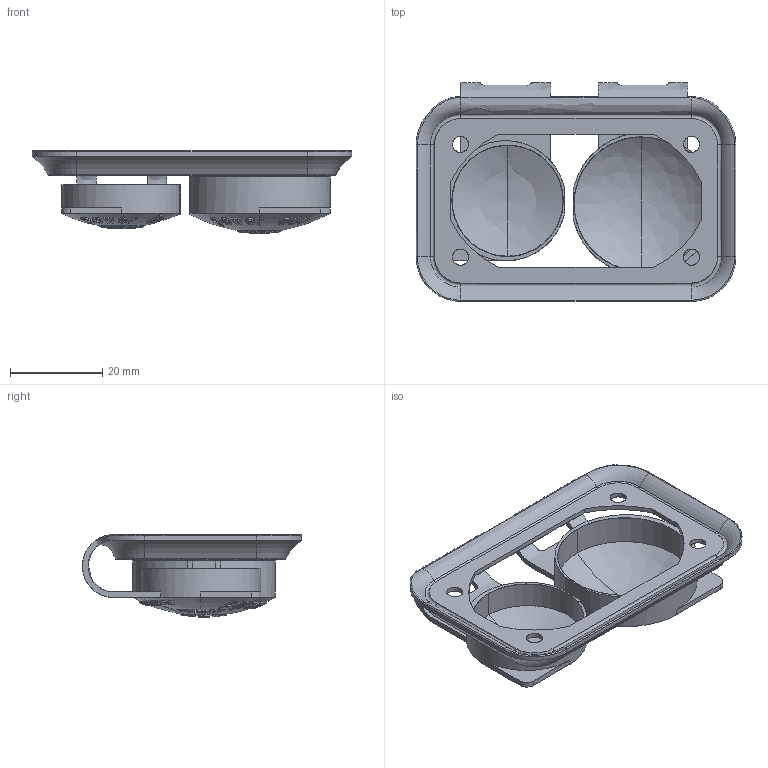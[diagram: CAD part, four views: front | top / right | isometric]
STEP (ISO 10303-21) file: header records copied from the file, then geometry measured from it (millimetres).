
FILE_DESCRIPTION((''),'2;1');
FILE_NAME('30009916','2022-08-25T13:49:11',('elias.feurle'),(''),'CREO PARAMETRIC BY PTC INC, 2021184','CREO PARAMETRIC BY PTC INC, 2021184','');
FILE_SCHEMA(('AUTOMOTIVE_DESIGN { 1 0 10303 214 1 1 1 1 }'));
Products named in the file (1): 30009916
Bounding box: 69.2 x 47.4 x 17.89 mm (x, y, z)
Volume: 5860.3 mm3; surface area: 11304.9 mm2
Topology: 1 solids, 1 shells, 1217 faces, 3403 edges, 2228 vertices
Faces by surface type: plane 906, extrusion 99, bspline 80, cylinder 64, sphere 28, revolution 24, torus 8, cone 8
Entity records: 61767 total; most frequent: CARTESIAN_POINT 31993, ORIENTED_EDGE 6788, DIRECTION 5313, EDGE_CURVE 3394, VERTEX_POINT 2228, AXIS2_PLACEMENT_3D 2037, B_SPLINE_CURVE_WITH_KNOTS 1378, EDGE_LOOP 1280
